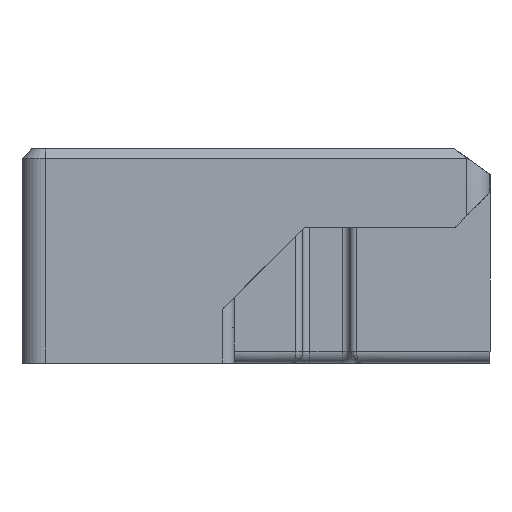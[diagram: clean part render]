
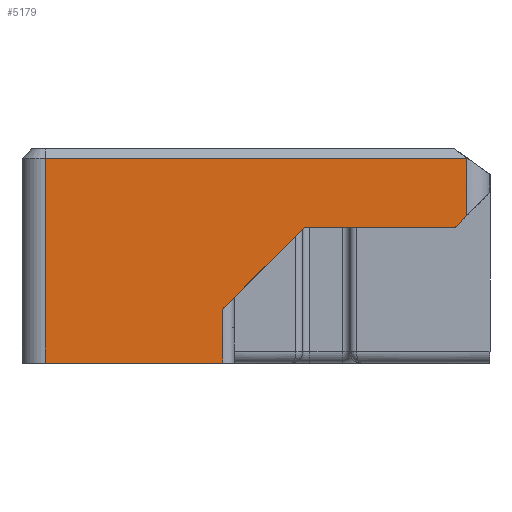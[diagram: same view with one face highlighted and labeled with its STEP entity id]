
A CAD part, left-side view. The second image highlights one B-rep face of the part: STEP entity #5179.
In plain terms, the highlighted planar face has unit normal (-1, 0, 0).
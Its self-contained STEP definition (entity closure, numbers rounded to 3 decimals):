
#5 = CARTESIAN_POINT ( 'NONE',  ( 0., 11.427, 153.097 ) ) ;
#28 = LINE ( 'NONE', #8539, #10333 ) ;
#819 = CARTESIAN_POINT ( 'NONE',  ( 0., 1., 153.097 ) ) ;
#831 = VECTOR ( 'NONE', #3611, 1000. ) ;
#964 = VERTEX_POINT ( 'NONE', #6054 ) ;
#1518 = CARTESIAN_POINT ( 'NONE',  ( 0., 11.427, 2.3 ) ) ;
#1534 = VECTOR ( 'NONE', #10471, 1000. ) ;
#1542 = LINE ( 'NONE', #3382, #3936 ) ;
#1770 = DIRECTION ( 'NONE',  ( 0., -1., 0. ) ) ;
#2170 = AXIS2_PLACEMENT_3D ( 'NONE', #8489, #6405, #3635 ) ;
#2333 = CARTESIAN_POINT ( 'NONE',  ( 0., 1., 8.75 ) ) ;
#2717 = EDGE_CURVE ( 'NONE', #3223, #7159, #11202, .T. ) ;
#2788 = ORIENTED_EDGE ( 'NONE', *, *, #6105, .T. ) ;
#2813 = DIRECTION ( 'NONE',  ( 0., 1., 0. ) ) ;
#3181 = ORIENTED_EDGE ( 'NONE', *, *, #9026, .T. ) ;
#3223 = VERTEX_POINT ( 'NONE', #8900 ) ;
#3382 = CARTESIAN_POINT ( 'NONE',  ( 0., -69.685, 83.412 ) ) ;
#3596 = CARTESIAN_POINT ( 'NONE',  ( 0., 19., 0. ) ) ;
#3611 = DIRECTION ( 'NONE',  ( 0., -0.707, 0.707 ) ) ;
#3635 = DIRECTION ( 'NONE',  ( 0., 0., -1. ) ) ;
#3730 = ORIENTED_EDGE ( 'NONE', *, *, #8175, .T. ) ;
#3797 = LINE ( 'NONE', #8411, #11393 ) ;
#3936 = VECTOR ( 'NONE', #6213, 1000. ) ;
#4004 = EDGE_CURVE ( 'NONE', #7590, #6445, #3797, .T. ) ;
#4548 = VECTOR ( 'NONE', #8518, 1000. ) ;
#4680 = CARTESIAN_POINT ( 'NONE',  ( 0., -0.68, 5.8 ) ) ;
#4856 = LINE ( 'NONE', #4913, #5387 ) ;
#4913 = CARTESIAN_POINT ( 'NONE',  ( 0., 19., 0. ) ) ;
#4939 = EDGE_LOOP ( 'NONE', ( #7234, #2788, #7038, #9515, #3730, #5941, #11103, #3181 ) ) ;
#5037 = EDGE_CURVE ( 'NONE', #5240, #7159, #1542, .T. ) ;
#5133 = VECTOR ( 'NONE', #10247, 1000. ) ;
#5179 = ADVANCED_FACE ( 'NONE', ( #7569 ), #10278, .F. ) ;
#5240 = VERTEX_POINT ( 'NONE', #1518 ) ;
#5387 = VECTOR ( 'NONE', #7687, 1000. ) ;
#5941 = ORIENTED_EDGE ( 'NONE', *, *, #7211, .T. ) ;
#6054 = CARTESIAN_POINT ( 'NONE',  ( 0., 1., 6.3 ) ) ;
#6105 = EDGE_CURVE ( 'NONE', #9377, #5240, #10188, .T. ) ;
#6213 = DIRECTION ( 'NONE',  ( 0., -0.707, 0.707 ) ) ;
#6405 = DIRECTION ( 'NONE',  ( 1., 0., 0. ) ) ;
#6445 = VERTEX_POINT ( 'NONE', #9246 ) ;
#6624 = LINE ( 'NONE', #11238, #831 ) ;
#7038 = ORIENTED_EDGE ( 'NONE', *, *, #5037, .T. ) ;
#7159 = VERTEX_POINT ( 'NONE', #10927 ) ;
#7211 = EDGE_CURVE ( 'NONE', #964, #7590, #11350, .T. ) ;
#7234 = ORIENTED_EDGE ( 'NONE', *, *, #10153, .T. ) ;
#7263 = VERTEX_POINT ( 'NONE', #3596 ) ;
#7569 = FACE_OUTER_BOUND ( 'NONE', #4939, .T. ) ;
#7590 = VERTEX_POINT ( 'NONE', #2333 ) ;
#7687 = DIRECTION ( 'NONE',  ( 0., 0., -1. ) ) ;
#8175 = EDGE_CURVE ( 'NONE', #3223, #964, #6624, .T. ) ;
#8411 = CARTESIAN_POINT ( 'NONE',  ( 0., 19., 8.75 ) ) ;
#8489 = CARTESIAN_POINT ( 'NONE',  ( 0., 0., 153.097 ) ) ;
#8518 = DIRECTION ( 'NONE',  ( 0., 0., 1. ) ) ;
#8539 = CARTESIAN_POINT ( 'NONE',  ( 0., 0., 0. ) ) ;
#8900 = CARTESIAN_POINT ( 'NONE',  ( 0., 1.5, 5.8 ) ) ;
#9026 = EDGE_CURVE ( 'NONE', #6445, #7263, #4856, .T. ) ;
#9246 = CARTESIAN_POINT ( 'NONE',  ( 0., 19., 8.75 ) ) ;
#9377 = VERTEX_POINT ( 'NONE', #11277 ) ;
#9515 = ORIENTED_EDGE ( 'NONE', *, *, #2717, .F. ) ;
#10153 = EDGE_CURVE ( 'NONE', #7263, #9377, #28, .T. ) ;
#10188 = LINE ( 'NONE', #5, #5133 ) ;
#10247 = DIRECTION ( 'NONE',  ( 0., 0., 1. ) ) ;
#10278 = PLANE ( 'NONE',  #2170 ) ;
#10333 = VECTOR ( 'NONE', #1770, 1000. ) ;
#10471 = DIRECTION ( 'NONE',  ( 0., 1., 0. ) ) ;
#10927 = CARTESIAN_POINT ( 'NONE',  ( 0., 7.927, 5.8 ) ) ;
#11103 = ORIENTED_EDGE ( 'NONE', *, *, #4004, .T. ) ;
#11202 = LINE ( 'NONE', #4680, #1534 ) ;
#11238 = CARTESIAN_POINT ( 'NONE',  ( 0., 1.5, 5.8 ) ) ;
#11277 = CARTESIAN_POINT ( 'NONE',  ( 0., 11.427, 0. ) ) ;
#11350 = LINE ( 'NONE', #819, #4548 ) ;
#11393 = VECTOR ( 'NONE', #2813, 1000. ) ;
